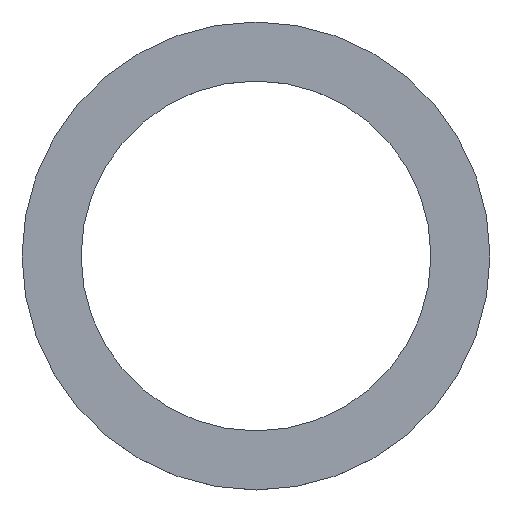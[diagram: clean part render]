
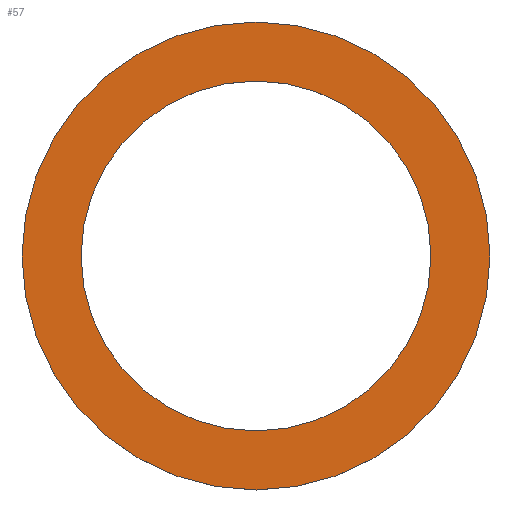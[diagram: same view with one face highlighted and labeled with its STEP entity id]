
A CAD part, top view. The second image highlights one B-rep face of the part: STEP entity #57.
In plain terms, the highlighted planar face has unit normal (0, 0, 1).
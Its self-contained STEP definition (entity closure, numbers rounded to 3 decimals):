
#15=PLANE('',#68);
#20=FACE_BOUND('',#30,.T.);
#21=FACE_BOUND('',#31,.T.);
#30=EDGE_LOOP('',(#50));
#31=EDGE_LOOP('',(#51));
#32=CIRCLE('',#62,19.585);
#34=CIRCLE('',#65,26.195);
#36=VERTEX_POINT('',#89);
#38=VERTEX_POINT('',#94);
#40=EDGE_CURVE('',#36,#36,#32,.T.);
#42=EDGE_CURVE('',#38,#38,#34,.T.);
#50=ORIENTED_EDGE('',*,*,#40,.T.);
#51=ORIENTED_EDGE('',*,*,#42,.T.);
#57=ADVANCED_FACE('',(#20,#21),#15,.T.);
#62=AXIS2_PLACEMENT_3D('',#90,#73,#74);
#65=AXIS2_PLACEMENT_3D('',#95,#79,#80);
#68=AXIS2_PLACEMENT_3D('',#99,#85,#86);
#73=DIRECTION('center_axis',(0.,0.,-1.));
#74=DIRECTION('ref_axis',(-1.,0.,0.));
#79=DIRECTION('center_axis',(0.,0.,1.));
#80=DIRECTION('ref_axis',(-1.,0.,0.));
#85=DIRECTION('center_axis',(0.,0.,1.));
#86=DIRECTION('ref_axis',(1.,0.,0.));
#89=CARTESIAN_POINT('',(19.585,0.,1.5));
#90=CARTESIAN_POINT('Origin',(0.,0.,1.5));
#94=CARTESIAN_POINT('',(26.195,0.,1.5));
#95=CARTESIAN_POINT('Origin',(0.,0.,1.5));
#99=CARTESIAN_POINT('Origin',(0.,0.,1.5));
